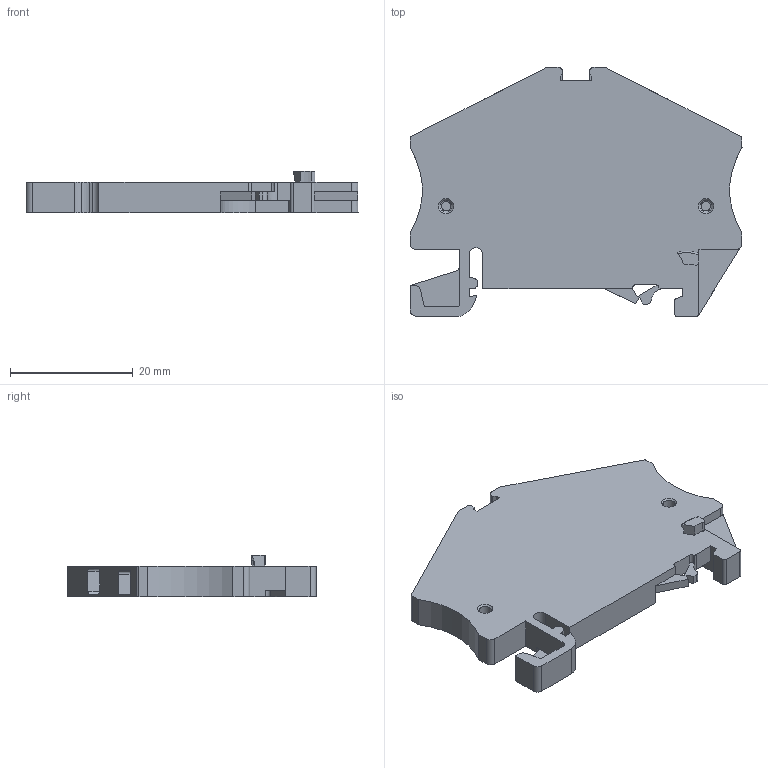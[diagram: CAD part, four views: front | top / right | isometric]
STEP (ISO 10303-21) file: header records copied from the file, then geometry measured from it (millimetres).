
FILE_DESCRIPTION(/* description */ ('Unknown'),/* implementation_level */ '2;1');
FILE_NAME(/* name */ '6DCT2.5 2X2-IM-B',/* time_stamp */ '2016-10-13T12:33:18+05:00',/* author */ ('Unknown'),/* organization */ ('Unknown'),/* preprocessor_version */ 'ST-DEVELOPER v16',/* originating_system */ 'DEX',/* authorisation */ $);
FILE_SCHEMA (('AUTOMOTIVE_DESIGN {1 0 10303 214 3 1 1}'));
Length unit declared in the file: millimetre
Products named in the file (1): 6DCT2.5 2X2-IM-B
Bounding box: 54 x 40.5 x 6.75 mm (x, y, z)
Volume: 7446.7 mm3; surface area: 4880.1 mm2
Topology: 1 solids, 1 shells, 201 faces, 548 edges, 352 vertices
Faces by surface type: plane 101, cylinder 73, torus 11, bspline 6, cone 5, sphere 5
Full cylindrical faces by diameter (mm): 2 x2
Entity records: 6940 total; most frequent: CARTESIAN_POINT 1787, ORIENTED_EDGE 1084, DIRECTION 1068, EDGE_CURVE 542, AXIS2_PLACEMENT_3D 367, VERTEX_POINT 352, LINE 334, VECTOR 334
